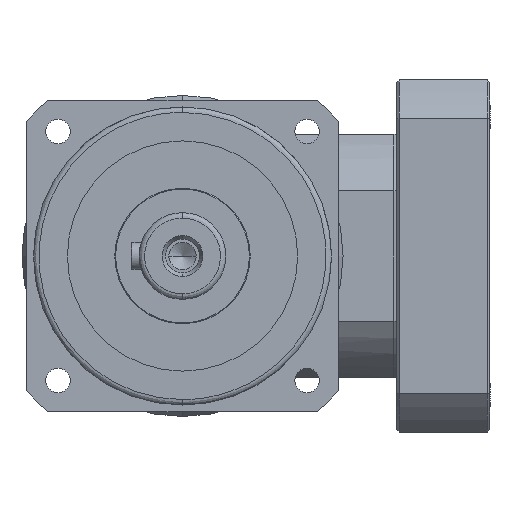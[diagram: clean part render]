
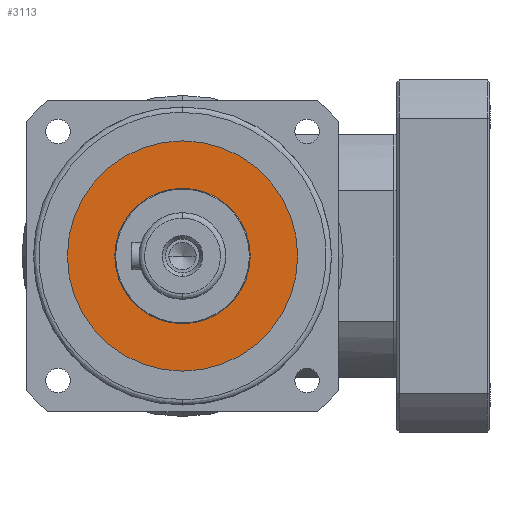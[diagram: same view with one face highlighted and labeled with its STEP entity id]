
A CAD part, left-side view. The second image highlights one B-rep face of the part: STEP entity #3113.
In plain terms, the highlighted face is planar.
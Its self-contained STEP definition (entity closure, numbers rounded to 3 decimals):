
#1289 = ORIENTED_EDGE ( 'NONE', *, *, #16064, .T. ) ;
#2463 = CARTESIAN_POINT ( 'NONE',  ( -53.01, 0., 42.5 ) ) ;
#2661 = CARTESIAN_POINT ( 'NONE',  ( -53.01, 0., 0. ) ) ;
#3022 = DIRECTION ( 'NONE',  ( -1., 0., 0. ) ) ;
#3113 = ADVANCED_FACE ( 'NONE', ( #21730, #16058 ), #24303, .T. ) ;
#3721 = CARTESIAN_POINT ( 'NONE',  ( -53.01, 0., -25. ) ) ;
#4928 = DIRECTION ( 'NONE',  ( 0., 0., 1. ) ) ;
#6156 = AXIS2_PLACEMENT_3D ( 'NONE', #2661, #18096, #4928 ) ;
#6837 = CIRCLE ( 'NONE', #6156, 25. ) ;
#7463 = EDGE_LOOP ( 'NONE', ( #1289, #24864 ) ) ;
#8099 = EDGE_LOOP ( 'NONE', ( #19606, #22355 ) ) ;
#8304 = AXIS2_PLACEMENT_3D ( 'NONE', #21947, #8969, #24044 ) ;
#8878 = EDGE_CURVE ( 'NONE', #16186, #20623, #6837, .T. ) ;
#8969 = DIRECTION ( 'NONE',  ( 1., 0., 0. ) ) ;
#10169 = VERTEX_POINT ( 'NONE', #26690 ) ;
#11135 = DIRECTION ( 'NONE',  ( 1., 0., 0. ) ) ;
#11245 = CARTESIAN_POINT ( 'NONE',  ( -53.01, 0., 25. ) ) ;
#13716 = AXIS2_PLACEMENT_3D ( 'NONE', #16231, #3022, #18447 ) ;
#15239 = CIRCLE ( 'NONE', #8304, 42.5 ) ;
#16058 = FACE_BOUND ( 'NONE', #7463, .T. ) ;
#16064 = EDGE_CURVE ( 'NONE', #20623, #16186, #26216, .T. ) ;
#16174 = CIRCLE ( 'NONE', #25775, 42.5 ) ;
#16186 = VERTEX_POINT ( 'NONE', #3721 ) ;
#16231 = CARTESIAN_POINT ( 'NONE',  ( -53.01, 0., 0. ) ) ;
#16791 = EDGE_CURVE ( 'NONE', #24748, #10169, #16174, .T. ) ;
#18096 = DIRECTION ( 'NONE',  ( -1., 0., 0. ) ) ;
#18447 = DIRECTION ( 'NONE',  ( 0., 0., 1. ) ) ;
#18483 = DIRECTION ( 'NONE',  ( 0., 0., -1. ) ) ;
#18519 = DIRECTION ( 'NONE',  ( 1., 0., 0. ) ) ;
#18618 = CARTESIAN_POINT ( 'NONE',  ( -53.01, 0., 0. ) ) ;
#19606 = ORIENTED_EDGE ( 'NONE', *, *, #16791, .T. ) ;
#19710 = AXIS2_PLACEMENT_3D ( 'NONE', #18618, #18519, #18483 ) ;
#20623 = VERTEX_POINT ( 'NONE', #11245 ) ;
#21730 = FACE_OUTER_BOUND ( 'NONE', #8099, .T. ) ;
#21947 = CARTESIAN_POINT ( 'NONE',  ( -53.01, 0., 0. ) ) ;
#22355 = ORIENTED_EDGE ( 'NONE', *, *, #24155, .T. ) ;
#23961 = CARTESIAN_POINT ( 'NONE',  ( -53.01, 0., 0. ) ) ;
#24044 = DIRECTION ( 'NONE',  ( 0., 0., 1. ) ) ;
#24155 = EDGE_CURVE ( 'NONE', #10169, #24748, #15239, .T. ) ;
#24303 = PLANE ( 'NONE',  #19710 ) ;
#24748 = VERTEX_POINT ( 'NONE', #2463 ) ;
#24864 = ORIENTED_EDGE ( 'NONE', *, *, #8878, .T. ) ;
#25775 = AXIS2_PLACEMENT_3D ( 'NONE', #23961, #11135, #26114 ) ;
#26114 = DIRECTION ( 'NONE',  ( 0., 0., 1. ) ) ;
#26216 = CIRCLE ( 'NONE', #13716, 25. ) ;
#26690 = CARTESIAN_POINT ( 'NONE',  ( -53.01, 0., -42.5 ) ) ;
